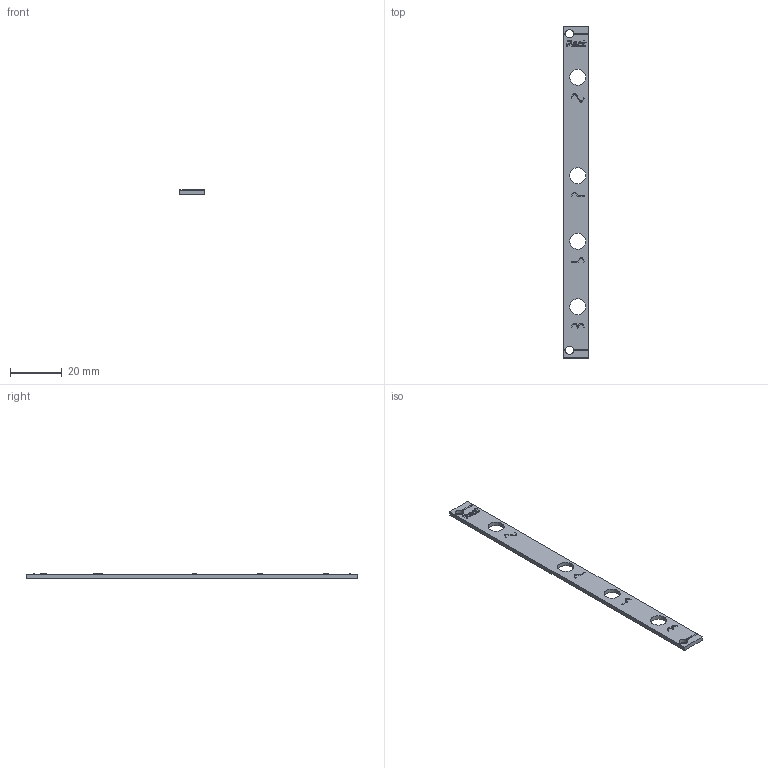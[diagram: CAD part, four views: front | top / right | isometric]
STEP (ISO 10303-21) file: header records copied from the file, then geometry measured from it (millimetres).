
FILE_DESCRIPTION (( 'STEP AP214' ), '1' );
FILE_NAME ('Slimline Rectifier Front.STEP', '2022-02-19T06:08:38', ( '' ), ( '' ), 'SwSTEP 2.0', 'SolidWorks 2020', '' );
FILE_SCHEMA (( 'AUTOMOTIVE_DESIGN' ));
Length unit declared in the file: millimetre
Products named in the file (1): Slimline Rectifier Front
Bounding box: 9.8 x 128.5 x 1.7 mm (x, y, z)
Volume: 1798.5 mm3; surface area: 2857.3 mm2
Topology: 1 solids, 1 shells, 138 faces, 381 edges, 254 vertices
Faces by surface type: bspline 78, plane 48, cylinder 12
Entity records: 9202 total; most frequent: CARTESIAN_POINT 4804, ORIENTED_EDGE 762, EDGE_CURVE 381, DIRECTION 371, VERTEX_POINT 254, VECTOR 201, LINE 201, EDGE_LOOP 159
